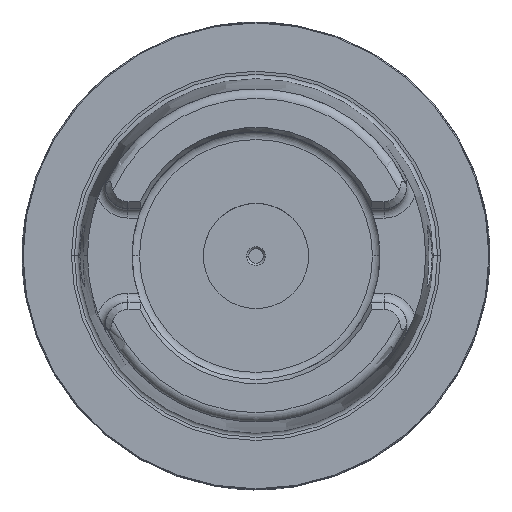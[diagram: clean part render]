
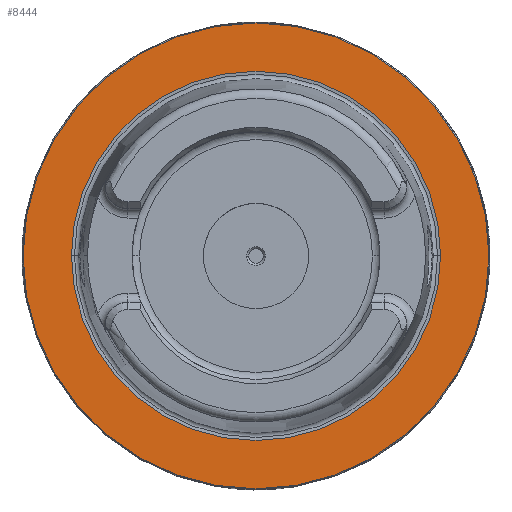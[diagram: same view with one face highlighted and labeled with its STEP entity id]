
A CAD part, top view. The second image highlights one B-rep face of the part: STEP entity #8444.
In plain terms, the highlighted planar face has unit normal (0, 0, 1).
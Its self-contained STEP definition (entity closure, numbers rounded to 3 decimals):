
#3452=CARTESIAN_POINT('',(0.,0.,0.));
#3453=DIRECTION('',(0.,0.,1.));
#3454=DIRECTION('',(1.,0.,0.));
#3455=AXIS2_PLACEMENT_3D('',#3452,#3453,#3454);
#3468=CARTESIAN_POINT('',(0.,0.,0.));
#3469=DIRECTION('',(0.,0.,-1.));
#3470=DIRECTION('',(1.,0.,0.));
#3471=AXIS2_PLACEMENT_3D('',#3468,#3469,#3470);
#3490=CARTESIAN_POINT('',(0.,0.,0.));
#3491=DIRECTION('',(0.,0.,1.));
#3492=DIRECTION('',(1.,0.,0.));
#3493=AXIS2_PLACEMENT_3D('',#3490,#3491,#3492);
#5911=CARTESIAN_POINT('',(0.,0.,0.));
#5912=DIRECTION('',(0.,0.,-1.));
#5913=DIRECTION('',(1.,0.,0.));
#5914=AXIS2_PLACEMENT_3D('',#5911,#5912,#5913);
#5999=CARTESIAN_POINT('',(39.464,0.,0.));
#6001=VERTEX_POINT('',#5999);
#6011=CARTESIAN_POINT('',(-39.464,0.,0.));
#6013=VERTEX_POINT('',#6011);
#6245=CARTESIAN_POINT('',(49.8,0.,0.));
#6246=CARTESIAN_POINT('',(-49.8,0.,0.));
#6247=VERTEX_POINT('',#6245);
#6248=VERTEX_POINT('',#6246);
#8428=CARTESIAN_POINT('',(0.,0.,0.));
#8429=DIRECTION('',(0.,0.,-1.));
#8430=DIRECTION('',(-1.,0.,0.));
#8431=AXIS2_PLACEMENT_3D('',#8428,#8429,#8430);
#8432=PLANE('',#8431);
#8433=ORIENTED_EDGE('',*,*,#8418,.F.);
#8435=ORIENTED_EDGE('',*,*,#8434,.T.);
#8436=EDGE_LOOP('',(#8433,#8435));
#8437=FACE_OUTER_BOUND('',#8436,.F.);
#8439=ORIENTED_EDGE('',*,*,#8438,.F.);
#8441=ORIENTED_EDGE('',*,*,#8440,.T.);
#8442=EDGE_LOOP('',(#8439,#8441));
#8443=FACE_BOUND('',#8442,.F.);
#3456=CIRCLE('',#3455,49.8);
#3472=CIRCLE('',#3471,39.464);
#3494=CIRCLE('',#3493,39.464);
#5915=CIRCLE('',#5914,49.8);
#8418=EDGE_CURVE('',#6247,#6248,#3456,.T.);
#8434=EDGE_CURVE('',#6247,#6248,#5915,.T.);
#8438=EDGE_CURVE('',#6001,#6013,#3472,.T.);
#8440=EDGE_CURVE('',#6001,#6013,#3494,.T.);
#8444=ADVANCED_FACE('',(#8437,#8443),#8432,.F.);
